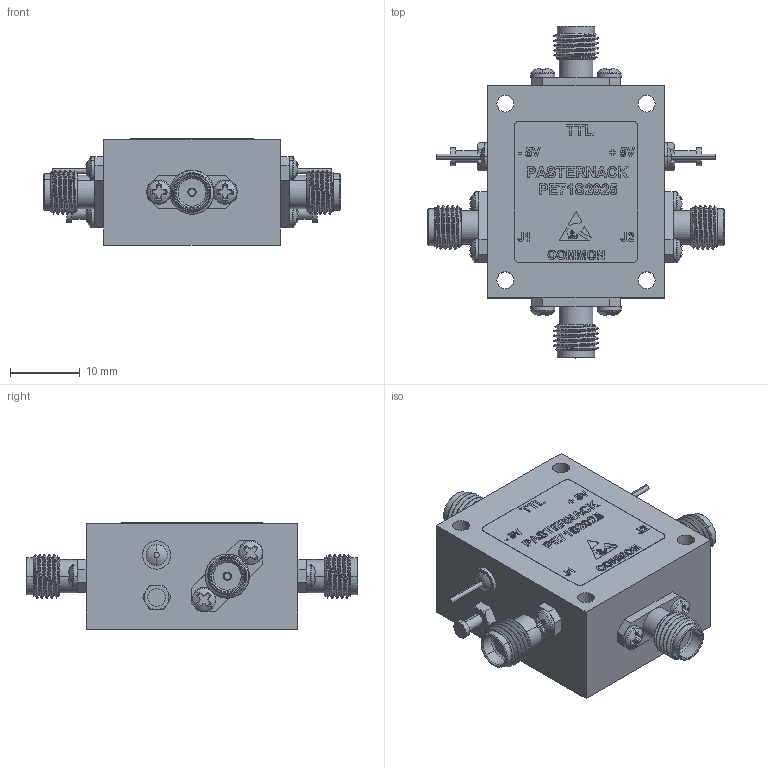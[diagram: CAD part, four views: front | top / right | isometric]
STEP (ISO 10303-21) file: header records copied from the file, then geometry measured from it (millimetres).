
FILE_DESCRIPTION (( 'STEP AP203' ), '1' );
FILE_NAME ('PE71S2025.step', '2018-08-06T21:27:46', ( '' ), ( '' ), 'SwSTEP 2.0', 'SolidWorks 2017', '' );
FILE_SCHEMA (( 'CONFIG_CONTROL_DESIGN' ));
Products named in the file (1): PE71S2025
Bounding box: 42.67 x 47.75 x 15.29 mm (x, y, z)
Volume: 12472.8 mm3; surface area: 5143.4 mm2
Topology: 3 solids, 15 shells, 1094 faces, 2846 edges, 1868 vertices
Faces by surface type: plane 608, bspline 233, cylinder 153, cone 96, sphere 4
Entity records: 46341 total; most frequent: CARTESIAN_POINT 21238, ORIENTED_EDGE 5692, DIRECTION 4322, EDGE_CURVE 2846, VERTEX_POINT 1868, LINE 1642, VECTOR 1642, AXIS2_PLACEMENT_3D 1340
